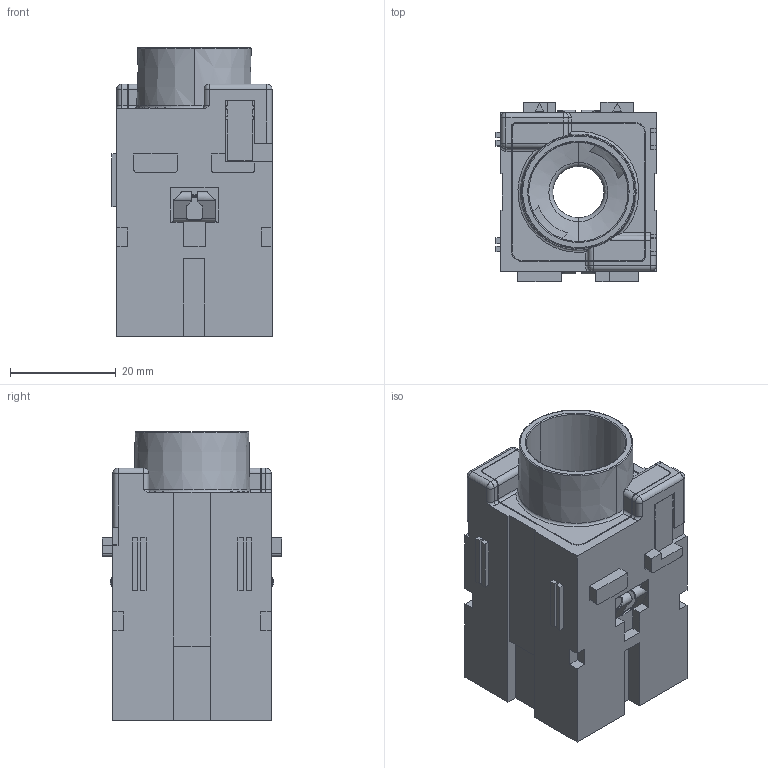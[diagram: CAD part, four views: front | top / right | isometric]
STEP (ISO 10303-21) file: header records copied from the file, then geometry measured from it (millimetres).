
FILE_DESCRIPTION(('Creo Elements/Direct Modeling STEP Export'),'2;1');
FILE_NAME('0ln7uvk5p7ju0ec2124','2023-02-15T 7:56:03',(''),(''),'Creo Elements/Direct Modeling STEP processor for AP214 (Solid Model)','Creo Elements/Direct Modeling 20.1B 02-Apr-2019 (C) Parametric Technology GmbH','');
FILE_SCHEMA(('AUTOMOTIVE_DESIGN { 1 0 10303 214 1 1 1 1 }'));
Length unit declared in the file: millimetre
Products named in the file (2): CX 01 30PEM
Assembly tree (1 placements, depth 2):
  CX 01 30PEM
    CX 01 30PEM
Bounding box: 30.3 x 34 x 54.6 mm (x, y, z)
Volume: 22365.3 mm3; surface area: 17840.7 mm2
Topology: 1 solids, 1 shells, 450 faces, 1252 edges, 800 vertices
Faces by surface type: plane 255, cylinder 129, bspline 30, torus 13, sphere 11, cone 10, extrusion 2
Entity records: 21337 total; most frequent: CARTESIAN_POINT 6632, ORIENTED_EDGE 2482, DIRECTION 2073, EDGE_CURVE 1241, VECTOR 827, LINE 825, VERTEX_POINT 800, AXIS2_PLACEMENT_3D 623
